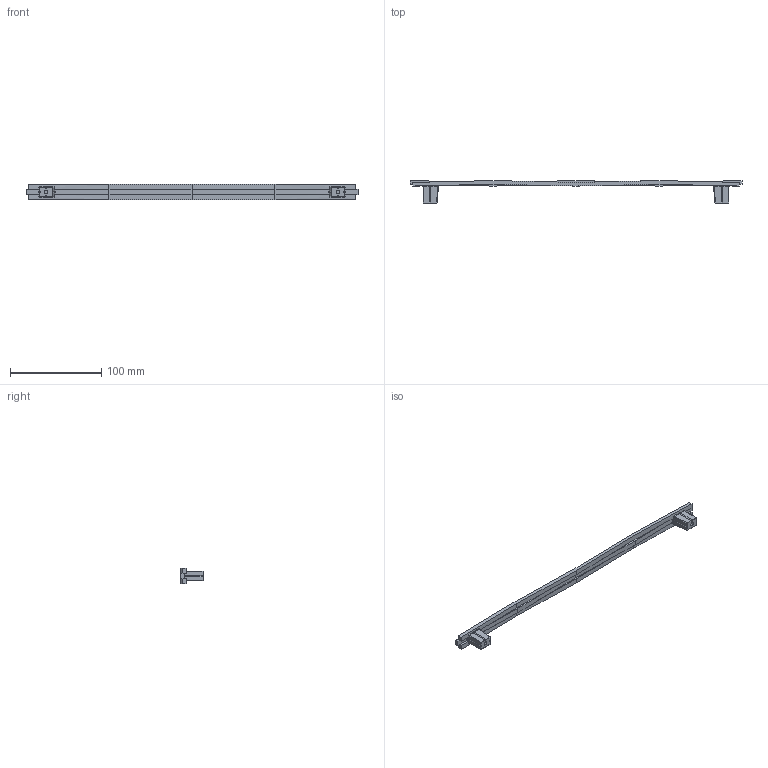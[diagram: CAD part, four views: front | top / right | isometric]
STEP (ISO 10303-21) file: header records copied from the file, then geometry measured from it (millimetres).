
FILE_DESCRIPTION (( 'STEP AP214' ), '1' );
FILE_NAME ('F003135,F003136,F003137_3D.step', '2022-08-15T13:02:06', ( '' ), ( '' ), 'SwSTEP 2.0', 'SolidWorks 2020', '' );
FILE_SCHEMA (( 'AUTOMOTIVE_DESIGN' ));
Length unit declared in the file: millimetre
Products named in the file (1): F003135,F003136,F003137_3D
Bounding box: 364 x 25 x 16.5 mm (x, y, z)
Volume: 29787.7 mm3; surface area: 18851.5 mm2
Topology: 1 solids, 1 shells, 193 faces, 498 edges, 309 vertices
Faces by surface type: bspline 92, plane 52, cylinder 49
Entity records: 15016 total; most frequent: CARTESIAN_POINT 11173, ORIENTED_EDGE 996, EDGE_CURVE 498, DIRECTION 443, VERTEX_POINT 309, B_SPLINE_CURVE_WITH_KNOTS 287, EDGE_LOOP 195, FACE_OUTER_BOUND 193
